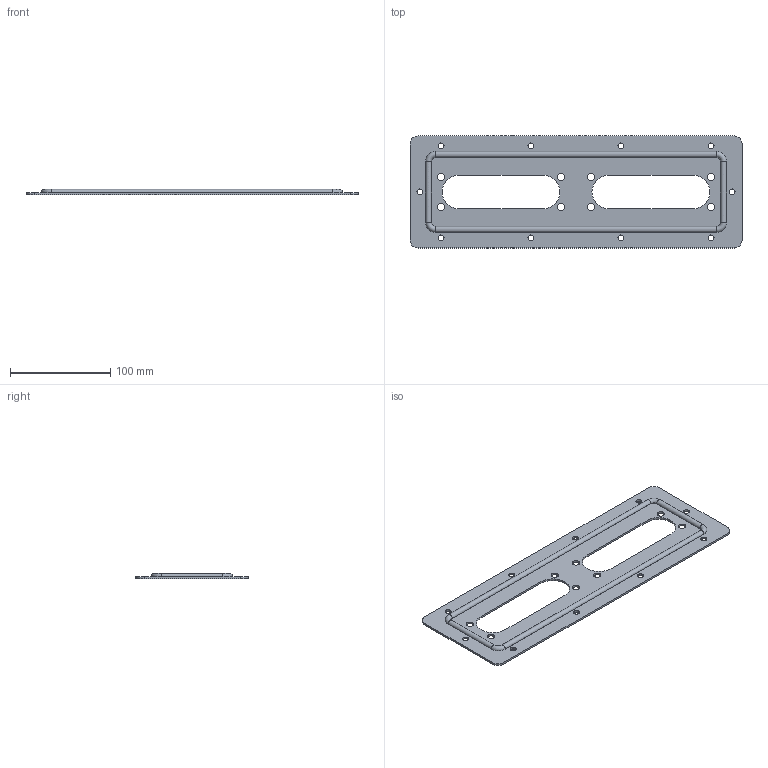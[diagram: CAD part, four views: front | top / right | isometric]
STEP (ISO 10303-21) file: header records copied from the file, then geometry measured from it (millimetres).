
FILE_DESCRIPTION(/* description */ (''),/* implementation_level */ '2;1');
FILE_NAME(/* name */ 'TF0830.stp',/* time_stamp */ '2020-07-30T09:25:08+02:00',/* author */ (''),/* organization */ (''),/* preprocessor_version */ 'ST-DEVELOPER v16.7',/* originating_system */ 'SIEMENS PLM Software NX 12.0',/* authorisation */ '');
FILE_SCHEMA (('AUTOMOTIVE_DESIGN { 1 0 10303 214 3 1 1 1 }'));
Length unit declared in the file: millimetre
Products named in the file (1): TF0830
Bounding box: 332 x 112 x 5.1 mm (x, y, z)
Volume: 68874.9 mm3; surface area: 73118.1 mm2
Topology: 2 solids, 2 shells, 61 faces, 166 edges, 108 vertices
Faces by surface type: cylinder 38, plane 19, torus 4
Full cylindrical faces by diameter (mm): 6 x10, 7.45 x8
Entity records: 2079 total; most frequent: DIRECTION 340, CARTESIAN_POINT 302, ORIENTED_EDGE 280, EDGE_CURVE 140, AXIS2_PLACEMENT_3D 138, EDGE_LOOP 120, VERTEX_POINT 100, FACE_BOUND 80
